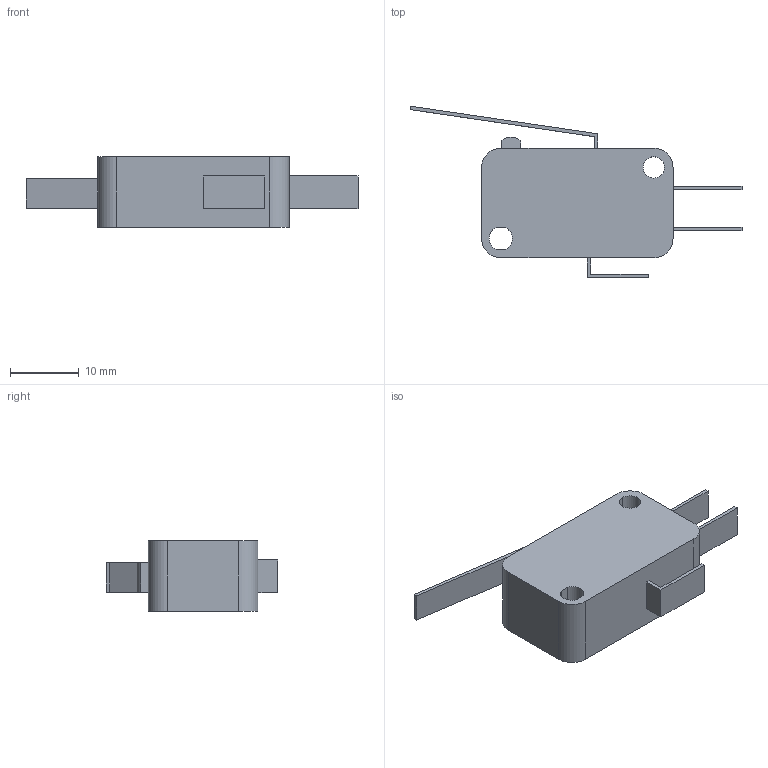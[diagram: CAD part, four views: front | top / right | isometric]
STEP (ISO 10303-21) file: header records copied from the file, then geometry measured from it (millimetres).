
FILE_DESCRIPTION (( 'STEP AP203' ), '1' );
FILE_NAME ('V-102-1A4_203.STEP', '2014-11-24T05:22:45', ( '' ), ( '' ), 'SwSTEP 2.0', 'SolidWorks 2010', '' );
FILE_SCHEMA (( 'CONFIG_CONTROL_DESIGN' ));
Length unit declared in the file: millimetre
Products named in the file (3): V-102-1A4_203; V_102_1A4_BASE_Default; V_102_1A4_ACTUATOR_Default
Assembly tree (2 placements, depth 2):
  V-102-1A4_203
    V_102_1A4_BASE_Default
    V_102_1A4_ACTUATOR_Default
Bounding box: 48.18 x 24.9 x 10.3 mm (x, y, z)
Volume: 4469.6 mm3; surface area: 2529.5 mm2
Topology: 2 solids, 2 shells, 46 faces, 114 edges, 76 vertices
Faces by surface type: plane 37, cylinder 9
Entity records: 1669 total; most frequent: CARTESIAN_POINT 241, DIRECTION 234, ORIENTED_EDGE 228, EDGE_CURVE 114, VECTOR 96, LINE 96, VERTEX_POINT 76, AXIS2_PLACEMENT_3D 69
